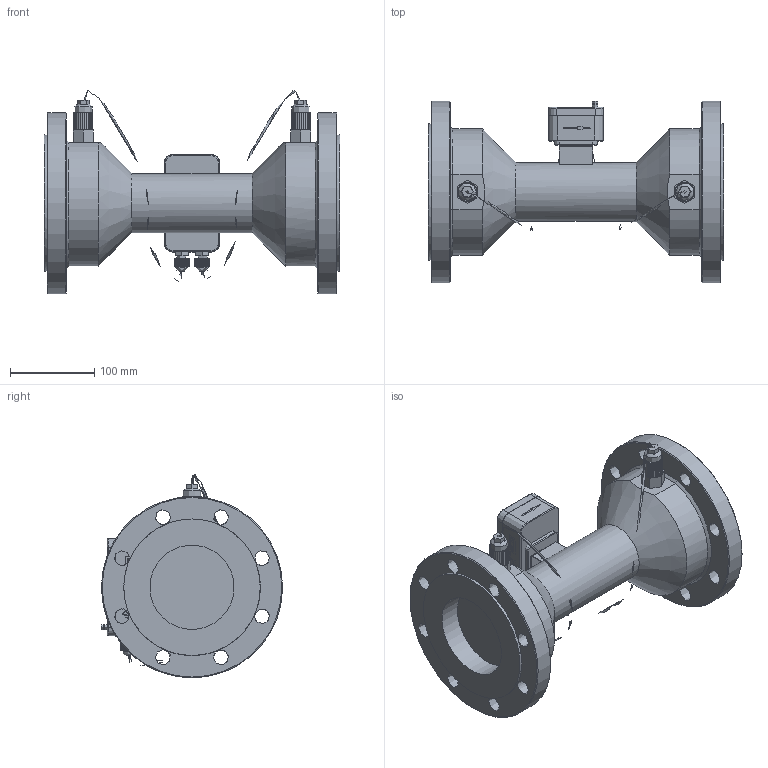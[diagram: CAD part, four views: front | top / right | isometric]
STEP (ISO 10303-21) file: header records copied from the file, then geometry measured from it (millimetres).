
FILE_DESCRIPTION(/* description */ (''),/* implementation_level */ '2;1');
FILE_NAME(/* name */ 'DN100.stp',/* time_stamp */ '2015-07-29T11:21:01+03:00',/* author */ ('ZavodPSI'),/* organization */ (''),/* preprocessor_version */ 'ST-DEVELOPER v15.6',/* originating_system */ 'Autodesk Inventor 2015',/* authorisation */ '');
FILE_SCHEMA (('AUTOMOTIVE_DESIGN { 1 0 10303 214 3 1 1 }'));
Length unit declared in the file: millimetre
Products named in the file (1): DN100
Bounding box: 350 x 215 x 241.72 mm (x, y, z)
Volume: 4321741.3 mm3; surface area: 356402.6 mm2
Topology: 39 solids, 39 shells, 980 faces, 2629 edges, 1730 vertices
Faces by surface type: plane 698, cylinder 226, bspline 38, torus 12, cone 6
Full cylindrical faces by diameter (mm): 2 x1, 4 x3, 6 x2, 10 x1, 12 x2, 14 x2, 18 x16, 21 x2, 70 x1, 100 x2, 162 x2, 215 x2
Entity records: 33662 total; most frequent: CARTESIAN_POINT 8222, ORIENTED_EDGE 5102, DIRECTION 4839, EDGE_CURVE 2551, LINE 1997, VECTOR 1997, VERTEX_POINT 1712, AXIS2_PLACEMENT_3D 1421
